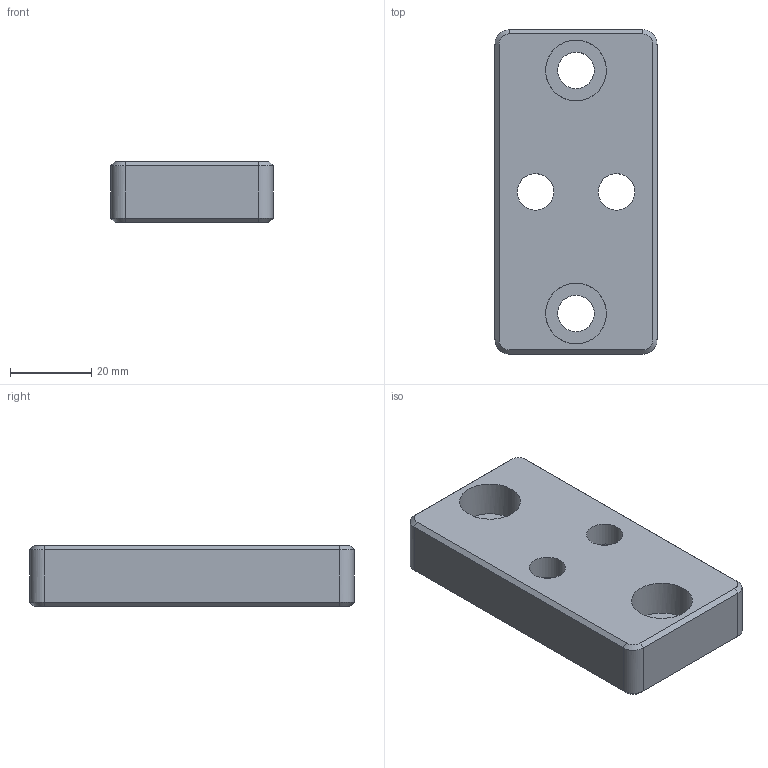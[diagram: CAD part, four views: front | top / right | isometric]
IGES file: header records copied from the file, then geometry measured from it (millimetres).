
Global section: file name: SV5001N; native system: Autodesk Inventor 2015; preprocessor: unknown; author: C. Hanke; date: 20151128.104515; units: millimetre
Bounding box: 40 x 80 x 15 mm (x, y, z)
Volume: 39718.6 mm3; surface area: 11480 mm2
Topology: 1 solids, 1 shells, 38 faces, 88 edges, 56 vertices
Faces by surface type: bspline 38
